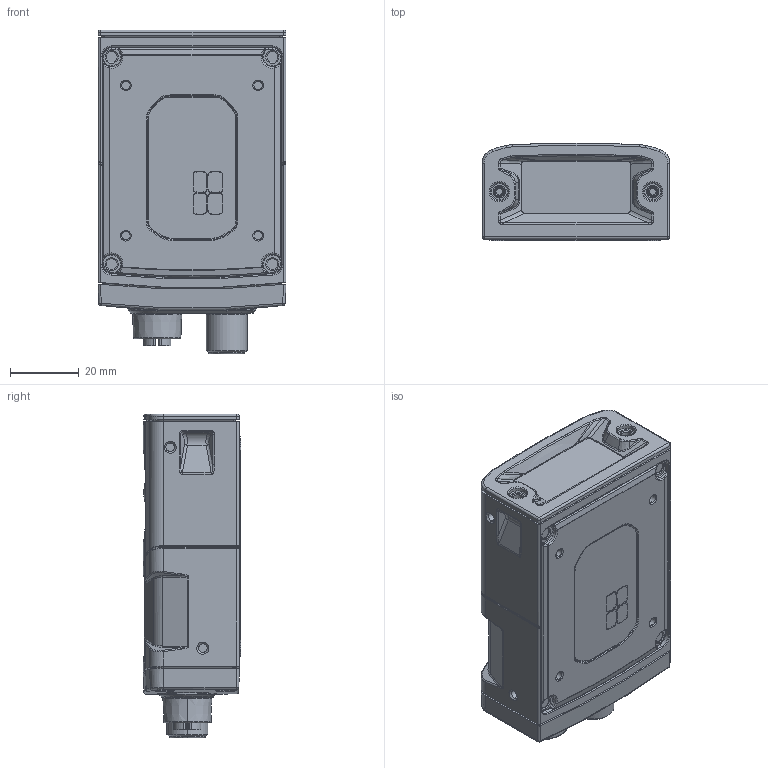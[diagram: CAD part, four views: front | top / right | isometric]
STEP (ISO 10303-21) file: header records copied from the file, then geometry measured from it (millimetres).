
FILE_DESCRIPTION((''),'2;1');
FILE_NAME('XS20_TEST','2021-03-31T10:16:03',('QBPJ68'),('Zebra Technologies Corp.'),'CREO PARAMETRIC BY PTC INC, 2019471','CREO PARAMETRIC BY PTC INC, 2019471','');
FILE_SCHEMA(('AUTOMOTIVE_DESIGN { 1 0 10303 214 1 1 1 1 }'));
Products named in the file (1): XS20_TEST
Bounding box: 54.6 x 28.31 x 94.23 mm (x, y, z)
Volume: 116551.3 mm3; surface area: 27363.2 mm2
Topology: 2 solids, 23 shells, 2739 faces, 6707 edges, 4072 vertices
Faces by surface type: plane 790, bspline 738, cylinder 637, torus 272, cone 164, sphere 90, extrusion 48
Entity records: 167245 total; most frequent: CARTESIAN_POINT 98743, ORIENTED_EDGE 13374, DIRECTION 10422, EDGE_CURVE 6687, VERTEX_POINT 4072, AXIS2_PLACEMENT_3D 3795, EDGE_LOOP 2857, VECTOR 2832
